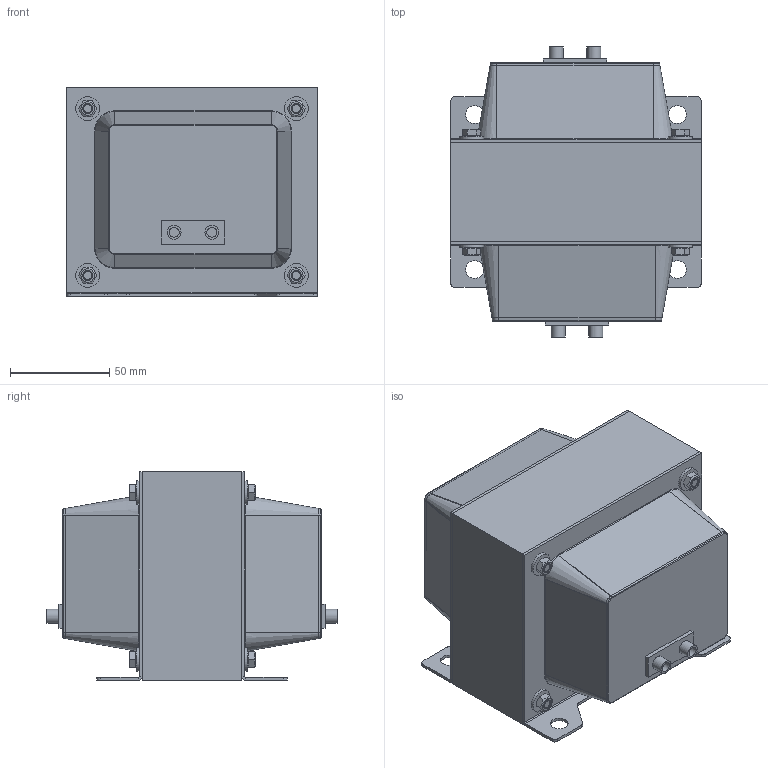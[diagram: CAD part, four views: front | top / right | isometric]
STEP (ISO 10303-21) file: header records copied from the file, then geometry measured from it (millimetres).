
FILE_DESCRIPTION(/* description */ (''),/* implementation_level */ '2;1');
FILE_NAME(/* name */ 'ARB02215061.stp',/* time_stamp */ '2023-11-22T14:29:07+01:00',/* author */ ('velazquez'),/* organization */ (''),/* preprocessor_version */ 'ST-DEVELOPER v19.2',/* originating_system */ 'Autodesk Inventor 2023',/* authorisation */ '');
FILE_SCHEMA (('AUTOMOTIVE_DESIGN { 1 0 10303 214 3 1 1 }'));
Length unit declared in the file: millimetre
Products named in the file (8): ARB02215061; Receptaculo negro; Receptaculo Rojo; TAPA RC42 RECEPTACULO; EI126 x 105 - 50 Azul; centrador M5; DIN 933 - M5  x 60; DIN 934 - M5
Assembly tree (21 placements, depth 2):
  ARB02215061
    Receptaculo negro
    Receptaculo Rojo
    TAPA RC42 RECEPTACULO  x2
    EI126 x 105 - 50 Azul
    centrador M5  x8
    DIN 933 - M5  x 60  x4
    DIN 934 - M5  x4
Bounding box: 126 x 146 x 105 mm (x, y, z)
Volume: 574251.4 mm3; surface area: 176209.2 mm2
Topology: 21 solids, 21 shells, 362 faces, 804 edges, 500 vertices
Faces by surface type: plane 178, cylinder 96, cone 64, torus 24
Full cylindrical faces by diameter (mm): 4.134 x4, 4.567 x4, 5 x16, 5.9 x8, 6 x8, 6.5 x4, 6.7 x4, 7 x4, 9 x4, 12 x8
Entity records: 4856 total; most frequent: DIRECTION 801, CARTESIAN_POINT 793, ORIENTED_EDGE 694, EDGE_CURVE 347, AXIS2_PLACEMENT_3D 299, VERTEX_POINT 219, LINE 203, VECTOR 203
